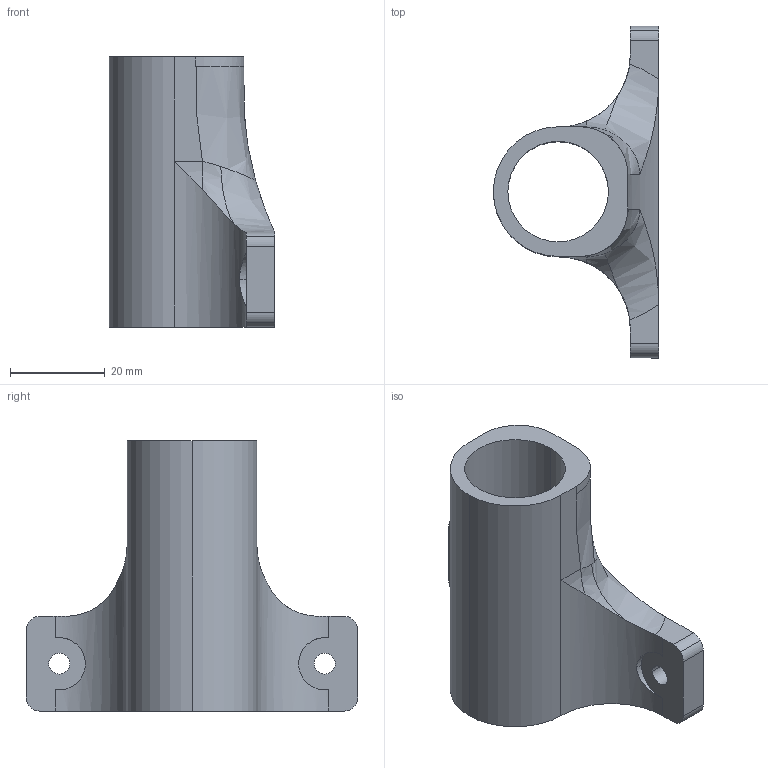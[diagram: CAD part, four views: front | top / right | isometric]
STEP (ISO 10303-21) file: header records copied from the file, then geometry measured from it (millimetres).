
FILE_DESCRIPTION (( 'STEP AP203' ), '1' );
FILE_NAME ('LM12LUU Mount.STEP', '2022-01-06T15:58:46', ( '' ), ( '' ), 'SwSTEP 2.0', 'SolidWorks 2021', '' );
FILE_SCHEMA (( 'CONFIG_CONTROL_DESIGN' ));
Length unit declared in the file: millimetre
Products named in the file (1): LM12LUU Mount
Bounding box: 34.88 x 70 x 57 mm (x, y, z)
Volume: 30936.9 mm3; surface area: 12645.2 mm2
Topology: 1 solids, 1 shells, 45 faces, 123 edges, 80 vertices
Faces by surface type: cylinder 26, plane 12, bspline 7
Entity records: 2227 total; most frequent: CARTESIAN_POINT 1039, ORIENTED_EDGE 246, DIRECTION 213, EDGE_CURVE 123, AXIS2_PLACEMENT_3D 81, VERTEX_POINT 80, EDGE_LOOP 51, VECTOR 51
